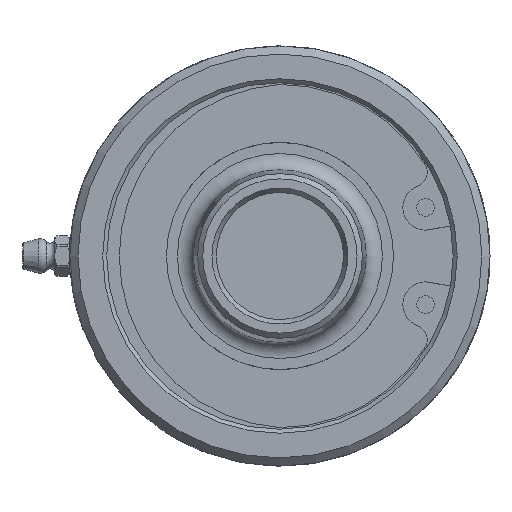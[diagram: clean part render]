
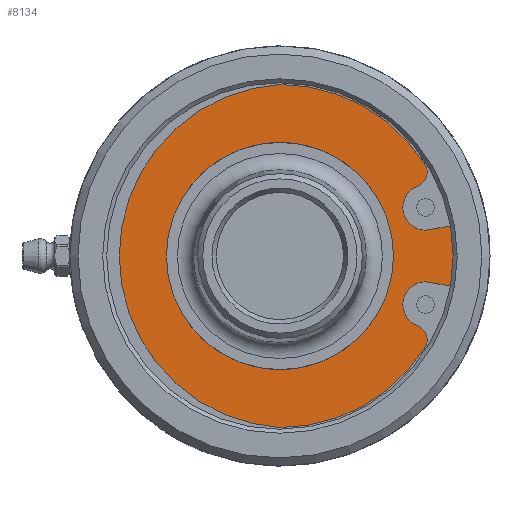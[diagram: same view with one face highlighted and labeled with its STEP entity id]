
A CAD part, left-side view. The second image highlights one B-rep face of the part: STEP entity #8134.
In plain terms, the highlighted planar face has unit normal (-1, 0, 0).
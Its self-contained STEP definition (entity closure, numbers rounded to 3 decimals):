
#364=PLANE('',#8807);
#478=FACE_BOUND('',#1092,.T.);
#603=FACE_OUTER_BOUND('',#1091,.T.);
#1091=EDGE_LOOP('',(#5882,#5883,#5884,#5885,#5886,#5887,#5888,#5889,#5890,
#5891));
#1092=EDGE_LOOP('',(#5892,#5893));
#2047=CIRCLE('',#8750,22.325);
#2048=CIRCLE('',#8751,22.325);
#2056=CIRCLE('',#8773,4.474);
#2062=CIRCLE('',#8784,33.733);
#2064=CIRCLE('',#8787,2.949);
#2066=CIRCLE('',#8790,4.474);
#2068=CIRCLE('',#8793,2.949);
#2070=CIRCLE('',#8796,33.733);
#2072=CIRCLE('',#8799,33.806);
#2074=CIRCLE('',#8803,36.9);
#2390=LINE('',#12833,#2810);
#2394=LINE('',#12843,#2814);
#2810=VECTOR('',#9790,10.);
#2814=VECTOR('',#9796,10.);
#3405=VERTEX_POINT('',#12702);
#3406=VERTEX_POINT('',#12703);
#3432=VERTEX_POINT('',#12821);
#3433=VERTEX_POINT('',#12823);
#3436=VERTEX_POINT('',#12831);
#3440=VERTEX_POINT('',#12840);
#3441=VERTEX_POINT('',#12842);
#3448=VERTEX_POINT('',#12861);
#3449=VERTEX_POINT('',#12863);
#3451=VERTEX_POINT('',#12872);
#3453=VERTEX_POINT('',#12878);
#3455=VERTEX_POINT('',#12884);
#4304=EDGE_CURVE('',#3405,#3406,#2047,.T.);
#4305=EDGE_CURVE('',#3406,#3405,#2048,.T.);
#4342=EDGE_CURVE('',#3433,#3432,#2056,.T.);
#4347=EDGE_CURVE('',#3432,#3436,#2390,.T.);
#4351=EDGE_CURVE('',#3441,#3440,#2394,.T.);
#4361=EDGE_CURVE('',#3449,#3448,#2062,.T.);
#4364=EDGE_CURVE('',#3448,#3433,#2064,.T.);
#4367=EDGE_CURVE('',#3440,#3451,#2066,.T.);
#4370=EDGE_CURVE('',#3451,#3453,#2068,.T.);
#4373=EDGE_CURVE('',#3453,#3455,#2070,.T.);
#4375=EDGE_CURVE('',#3455,#3449,#2072,.T.);
#4377=EDGE_CURVE('',#3436,#3441,#2074,.T.);
#5882=ORIENTED_EDGE('',*,*,#4351,.T.);
#5883=ORIENTED_EDGE('',*,*,#4367,.T.);
#5884=ORIENTED_EDGE('',*,*,#4370,.T.);
#5885=ORIENTED_EDGE('',*,*,#4373,.T.);
#5886=ORIENTED_EDGE('',*,*,#4375,.T.);
#5887=ORIENTED_EDGE('',*,*,#4361,.T.);
#5888=ORIENTED_EDGE('',*,*,#4364,.T.);
#5889=ORIENTED_EDGE('',*,*,#4342,.T.);
#5890=ORIENTED_EDGE('',*,*,#4347,.T.);
#5891=ORIENTED_EDGE('',*,*,#4377,.T.);
#5892=ORIENTED_EDGE('',*,*,#4304,.T.);
#5893=ORIENTED_EDGE('',*,*,#4305,.T.);
#8134=ADVANCED_FACE('',(#603,#478),#364,.F.);
#8750=AXIS2_PLACEMENT_3D('',#12704,#9712,#9713);
#8751=AXIS2_PLACEMENT_3D('',#12705,#9714,#9715);
#8773=AXIS2_PLACEMENT_3D('',#12824,#9782,#9783);
#8784=AXIS2_PLACEMENT_3D('',#12864,#9817,#9818);
#8787=AXIS2_PLACEMENT_3D('',#12868,#9824,#9825);
#8790=AXIS2_PLACEMENT_3D('',#12874,#9831,#9832);
#8793=AXIS2_PLACEMENT_3D('',#12880,#9838,#9839);
#8796=AXIS2_PLACEMENT_3D('',#12886,#9845,#9846);
#8799=AXIS2_PLACEMENT_3D('',#12889,#9851,#9852);
#8803=AXIS2_PLACEMENT_3D('',#12893,#9859,#9860);
#8807=AXIS2_PLACEMENT_3D('',#12898,#9867,#9868);
#9712=DIRECTION('center_axis',(1.,0.,0.));
#9713=DIRECTION('ref_axis',(0.,-1.,0.));
#9714=DIRECTION('center_axis',(1.,0.,0.));
#9715=DIRECTION('ref_axis',(0.,-1.,0.));
#9782=DIRECTION('center_axis',(1.,0.,0.));
#9783=DIRECTION('ref_axis',(0.,0.355,-0.935));
#9790=DIRECTION('',(0.,-0.985,-0.174));
#9796=DIRECTION('',(0.,0.985,-0.174));
#9817=DIRECTION('center_axis',(-1.,0.,0.));
#9818=DIRECTION('ref_axis',(0.,0.849,0.528));
#9824=DIRECTION('center_axis',(-1.,0.,0.));
#9825=DIRECTION('ref_axis',(0.,0.355,-0.935));
#9831=DIRECTION('center_axis',(1.,0.,0.));
#9832=DIRECTION('ref_axis',(0.,-0.046,-0.999));
#9838=DIRECTION('center_axis',(-1.,0.,0.));
#9839=DIRECTION('ref_axis',(0.,0.893,-0.451));
#9845=DIRECTION('center_axis',(-1.,0.,0.));
#9846=DIRECTION('ref_axis',(0.,0.,-1.));
#9851=DIRECTION('center_axis',(-1.,0.,0.));
#9852=DIRECTION('ref_axis',(0.,-0.066,0.998));
#9859=DIRECTION('center_axis',(-1.,0.,0.));
#9860=DIRECTION('ref_axis',(0.,1.,0.));
#9867=DIRECTION('center_axis',(1.,0.,0.));
#9868=DIRECTION('ref_axis',(0.,0.,-1.));
#12702=CARTESIAN_POINT('',(7.26,-22.325,0.));
#12703=CARTESIAN_POINT('',(7.26,22.325,0.));
#12704=CARTESIAN_POINT('Origin',(7.26,0.,
0.));
#12705=CARTESIAN_POINT('Origin',(7.26,0.,
0.));
#12821=CARTESIAN_POINT('',(7.26,-28.843,-5.086));
#12823=CARTESIAN_POINT('',(7.26,-27.053,-13.738));
#12824=CARTESIAN_POINT('Origin',(7.26,-28.639,-9.555));
#12831=CARTESIAN_POINT('',(7.26,-36.339,-6.408));
#12833=CARTESIAN_POINT('',(7.26,-4.374,-0.771));
#12840=CARTESIAN_POINT('',(7.26,-28.843,5.086));
#12842=CARTESIAN_POINT('',(7.26,-36.339,6.408));
#12843=CARTESIAN_POINT('',(7.26,-0.625,0.11));
#12861=CARTESIAN_POINT('',(7.26,-28.639,-17.825));
#12863=CARTESIAN_POINT('',(7.26,0.,-33.733));
#12864=CARTESIAN_POINT('Origin',(7.26,0.,0.));
#12868=CARTESIAN_POINT('Origin',(7.26,-26.007,-16.495));
#12872=CARTESIAN_POINT('',(7.26,-27.053,13.738));
#12874=CARTESIAN_POINT('Origin',(7.26,-28.639,9.555));
#12878=CARTESIAN_POINT('',(7.26,-28.639,17.825));
#12880=CARTESIAN_POINT('Origin',(7.26,-26.007,16.495));
#12884=CARTESIAN_POINT('',(7.26,0.,33.733));
#12886=CARTESIAN_POINT('Origin',(7.26,0.,0.));
#12889=CARTESIAN_POINT('Origin',(7.26,-2.225,0.));
#12893=CARTESIAN_POINT('Origin',(7.26,0.,0.));
#12898=CARTESIAN_POINT('Origin',(7.26,28.45,0.));
